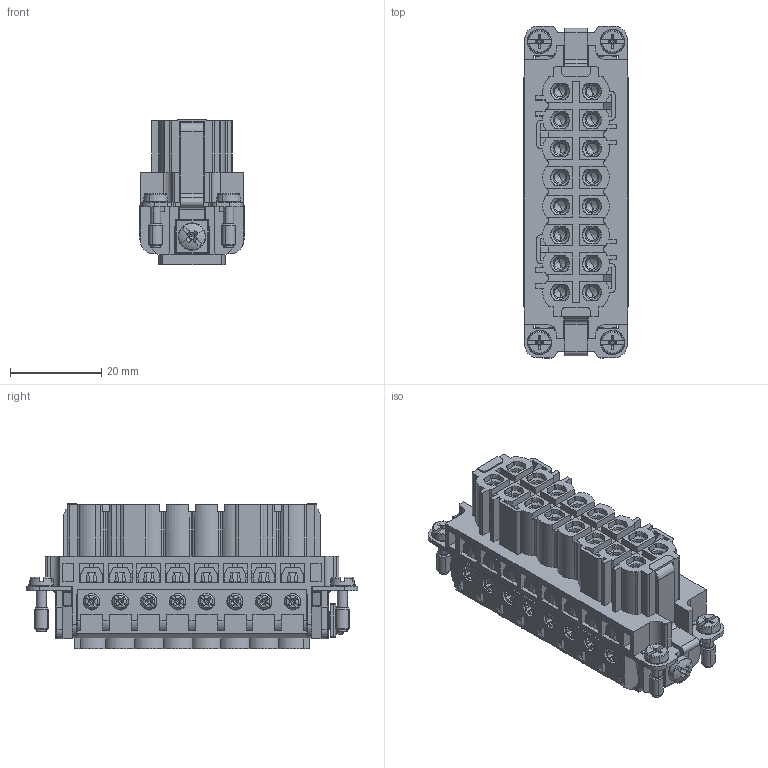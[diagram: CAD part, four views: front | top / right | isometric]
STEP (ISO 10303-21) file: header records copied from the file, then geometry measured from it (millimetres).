
FILE_DESCRIPTION(('CATIA V5 STEP Exchange','CAx-IF Rec.Pracs.--- Model Styling and Organization---1.5--- 2016-08-15','CAx-IF Rec.Pracs.---Supplemental Geometry---1.0---2011-11-01','CAx-IF Rec.Pracs.--- Composite Materials ---1.1---2010-07-15'),'2;1');
FILE_NAME ('13434989_3', '2025-08-22T07:04:07+00:00', ('none'), ('Weidmueller'), 'CATIA Version 5-6 Release 2024 SP4', 'CATIA V5 STEP AP214 v3', 'none');
FILE_SCHEMA(('AUTOMOTIVE_DESIGN { 1 0 10303 214 1 1 1 1 }'));
Products named in the file (1): 1650780000
Bounding box: 22.96 x 72.8 x 31.95 mm (x, y, z)
Volume: 23492.5 mm3; surface area: 38293.2 mm2
Topology: 2 solids, 2 shells, 4201 faces, 13008 edges, 8515 vertices
Faces by surface type: plane 2270, cylinder 824, cone 759, torus 180, bspline 98, sphere 68, revolution 2
Entity records: 152754 total; most frequent: CARTESIAN_POINT 50313, ORIENTED_EDGE 25698, DIRECTION 14514, EDGE_CURVE 12849, VERTEX_POINT 8515, VECTOR 7035, LINE 7035, AXIS2_PLACEMENT_3D 5400
